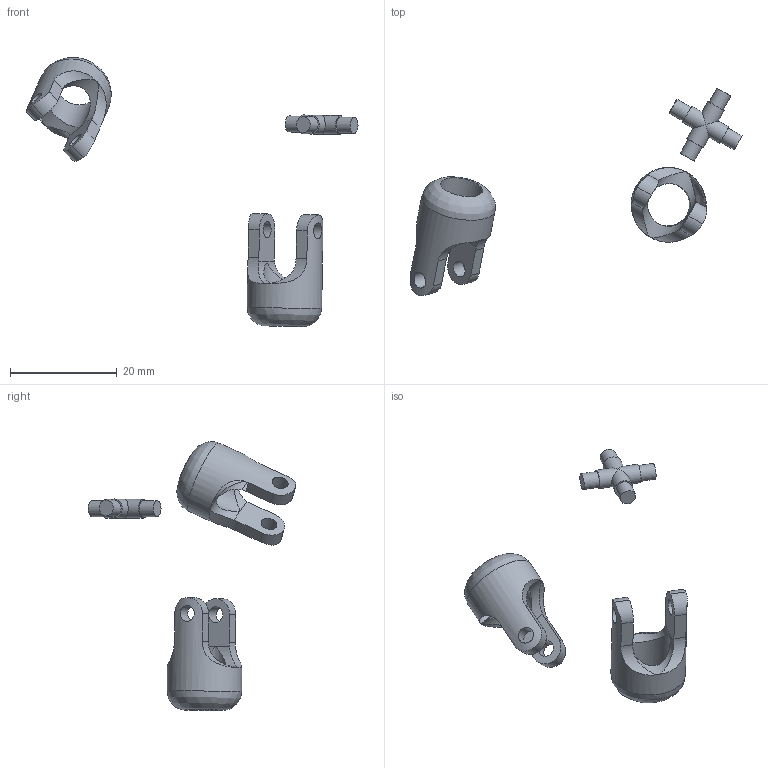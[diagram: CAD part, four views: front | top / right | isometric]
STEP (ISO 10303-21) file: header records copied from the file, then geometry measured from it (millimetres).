
FILE_DESCRIPTION(/* description */ (''),/* implementation_level */ '2;1');
FILE_NAME(/* name */ '68db7a28-8a3c-464f-874b-7a9068428cfa.stp',/* time_stamp */ '2023-02-09T06:32:28Z',/* author */ (''),/* organization */ (''),/* preprocessor_version */ 'ST-DEVELOPER v19.2',/* originating_system */ 'Autodesk Translation Framework v11.17.0.187',/* authorisation */ '');
FILE_SCHEMA (('AUTOMOTIVE_DESIGN { 1 0 10303 214 3 1 1 }'));
Length unit declared in the file: millimetre
Products named in the file (3): Lab3_Ex1_temp; element_a; element_a (1)
Assembly tree (2 placements, depth 2):
  Lab3_Ex1_temp
    element_a
    element_a (1)
Bounding box: 62.29 x 38.97 x 50.49 mm (x, y, z)
Volume: 2555.2 mm3; surface area: 2561.3 mm2
Topology: 3 solids, 3 shells, 58 faces, 140 edges, 88 vertices
Faces by surface type: cylinder 36, plane 20, bspline 2
Full cylindrical faces by diameter (mm): 3 x8, 3.5 x4, 8 x2, 14 x2
Entity records: 2195 total; most frequent: CARTESIAN_POINT 759, ORIENTED_EDGE 280, DIRECTION 278, EDGE_CURVE 140, AXIS2_PLACEMENT_3D 109, VERTEX_POINT 88, EDGE_LOOP 70, LINE 60
